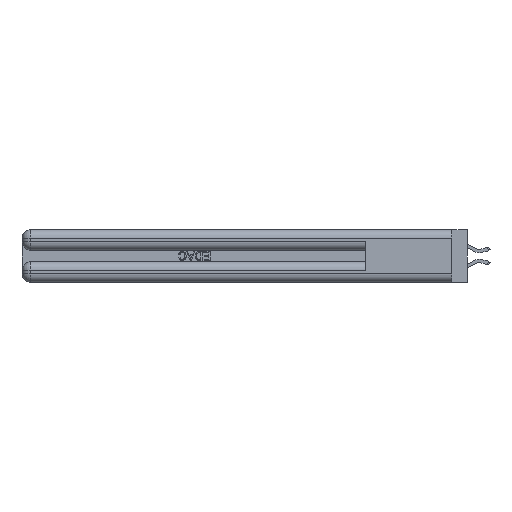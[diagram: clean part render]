
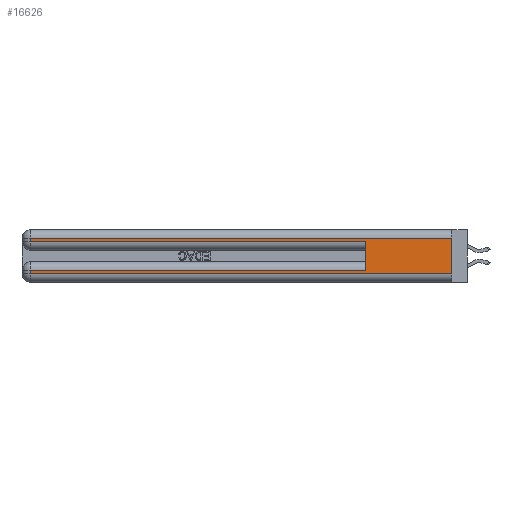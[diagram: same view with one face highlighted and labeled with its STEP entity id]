
A CAD part, left-side view. The second image highlights one B-rep face of the part: STEP entity #16626.
In plain terms, the highlighted planar face has unit normal (-1, 0, 0).
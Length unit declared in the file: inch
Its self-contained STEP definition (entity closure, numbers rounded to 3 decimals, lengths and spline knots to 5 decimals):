
#219 = VECTOR ( 'NONE', #25300, 39.37008 ) ;
#627 = VERTEX_POINT ( 'NONE', #16563 ) ;
#2612 = CARTESIAN_POINT ( 'NONE',  ( 0., 0.6, 0.085 ) ) ;
#2829 = VECTOR ( 'NONE', #21021, 39.37008 ) ;
#3129 = VECTOR ( 'NONE', #12004, 39.37008 ) ;
#3281 = VERTEX_POINT ( 'NONE', #16577 ) ;
#4555 = LINE ( 'NONE', #30970, #6178 ) ;
#5000 = CARTESIAN_POINT ( 'NONE',  ( 0., 0., 0.06 ) ) ;
#6178 = VECTOR ( 'NONE', #34701, 39.37008 ) ;
#6249 = AXIS2_PLACEMENT_3D ( 'NONE', #39039, #17669, #46093 ) ;
#7030 = ORIENTED_EDGE ( 'NONE', *, *, #32287, .T. ) ;
#7703 = EDGE_LOOP ( 'NONE', ( #8804, #7030, #44132, #38125, #42867, #33910, #21067, #22949 ) ) ;
#8151 = LINE ( 'NONE', #11048, #9260 ) ;
#8804 = ORIENTED_EDGE ( 'NONE', *, *, #27471, .F. ) ;
#9260 = VECTOR ( 'NONE', #11360, 39.37008 ) ;
#9390 = LINE ( 'NONE', #40038, #31717 ) ;
#11048 = CARTESIAN_POINT ( 'NONE',  ( 0., 0., 0.06 ) ) ;
#11360 = DIRECTION ( 'NONE',  ( 0., -1., 0. ) ) ;
#11952 = FACE_OUTER_BOUND ( 'NONE', #7703, .T. ) ;
#12004 = DIRECTION ( 'NONE',  ( 0., 1., 0. ) ) ;
#12215 = EDGE_CURVE ( 'NONE', #627, #42807, #4555, .T. ) ;
#14586 = VECTOR ( 'NONE', #39135, 39.37008 ) ;
#16563 = CARTESIAN_POINT ( 'NONE',  ( 0., 2.94, 0.085 ) ) ;
#16577 = CARTESIAN_POINT ( 'NONE',  ( 0., 2.94, 0.31 ) ) ;
#16626 = ADVANCED_FACE ( 'NONE', ( #11952 ), #21080, .F. ) ;
#17669 = DIRECTION ( 'NONE',  ( 1., 0., 0. ) ) ;
#18638 = DIRECTION ( 'NONE',  ( 0., 0., -1. ) ) ;
#19541 = VERTEX_POINT ( 'NONE', #5000 ) ;
#19862 = EDGE_CURVE ( 'NONE', #3281, #29786, #21298, .T. ) ;
#21021 = DIRECTION ( 'NONE',  ( 0., -1., 0. ) ) ;
#21067 = ORIENTED_EDGE ( 'NONE', *, *, #12215, .T. ) ;
#21080 = PLANE ( 'NONE',  #6249 ) ;
#21298 = LINE ( 'NONE', #24168, #33067 ) ;
#21701 = CARTESIAN_POINT ( 'NONE',  ( 0., 0.6, 0.145 ) ) ;
#22949 = ORIENTED_EDGE ( 'NONE', *, *, #28770, .T. ) ;
#24168 = CARTESIAN_POINT ( 'NONE',  ( 0., 2.94, 0.37 ) ) ;
#24946 = LINE ( 'NONE', #29653, #3129 ) ;
#25300 = DIRECTION ( 'NONE',  ( 0., 0., 1. ) ) ;
#27471 = EDGE_CURVE ( 'NONE', #43868, #19541, #9390, .T. ) ;
#28198 = LINE ( 'NONE', #21701, #219 ) ;
#28450 = VERTEX_POINT ( 'NONE', #31199 ) ;
#28770 = EDGE_CURVE ( 'NONE', #42807, #19541, #8151, .T. ) ;
#29653 = CARTESIAN_POINT ( 'NONE',  ( 0., 0., 0.085 ) ) ;
#29786 = VERTEX_POINT ( 'NONE', #39430 ) ;
#30241 = LINE ( 'NONE', #42274, #14586 ) ;
#30856 = VERTEX_POINT ( 'NONE', #2612 ) ;
#30970 = CARTESIAN_POINT ( 'NONE',  ( 0., 2.94, 0.37 ) ) ;
#31199 = CARTESIAN_POINT ( 'NONE',  ( 0., 0.6, 0.285 ) ) ;
#31717 = VECTOR ( 'NONE', #18638, 39.37008 ) ;
#32232 = EDGE_CURVE ( 'NONE', #29786, #28450, #43039, .T. ) ;
#32273 = CARTESIAN_POINT ( 'NONE',  ( 0., 0., 0.285 ) ) ;
#32287 = EDGE_CURVE ( 'NONE', #43868, #3281, #30241, .T. ) ;
#33067 = VECTOR ( 'NONE', #41808, 39.37008 ) ;
#33910 = ORIENTED_EDGE ( 'NONE', *, *, #38194, .T. ) ;
#34701 = DIRECTION ( 'NONE',  ( 0., 0., -1. ) ) ;
#35690 = CARTESIAN_POINT ( 'NONE',  ( 0., 0., 0.31 ) ) ;
#37998 = EDGE_CURVE ( 'NONE', #30856, #28450, #28198, .T. ) ;
#38125 = ORIENTED_EDGE ( 'NONE', *, *, #32232, .T. ) ;
#38194 = EDGE_CURVE ( 'NONE', #30856, #627, #24946, .T. ) ;
#39039 = CARTESIAN_POINT ( 'NONE',  ( 0., 0., 0.37 ) ) ;
#39135 = DIRECTION ( 'NONE',  ( 0., 1., 0. ) ) ;
#39430 = CARTESIAN_POINT ( 'NONE',  ( 0., 2.94, 0.285 ) ) ;
#40038 = CARTESIAN_POINT ( 'NONE',  ( 0., 0., 0.37 ) ) ;
#41808 = DIRECTION ( 'NONE',  ( 0., 0., -1. ) ) ;
#42274 = CARTESIAN_POINT ( 'NONE',  ( 0., 0., 0.31 ) ) ;
#42807 = VERTEX_POINT ( 'NONE', #44532 ) ;
#42867 = ORIENTED_EDGE ( 'NONE', *, *, #37998, .F. ) ;
#43039 = LINE ( 'NONE', #32273, #2829 ) ;
#43868 = VERTEX_POINT ( 'NONE', #35690 ) ;
#44132 = ORIENTED_EDGE ( 'NONE', *, *, #19862, .T. ) ;
#44532 = CARTESIAN_POINT ( 'NONE',  ( 0., 2.94, 0.06 ) ) ;
#46093 = DIRECTION ( 'NONE',  ( 0., 0., -1. ) ) ;
